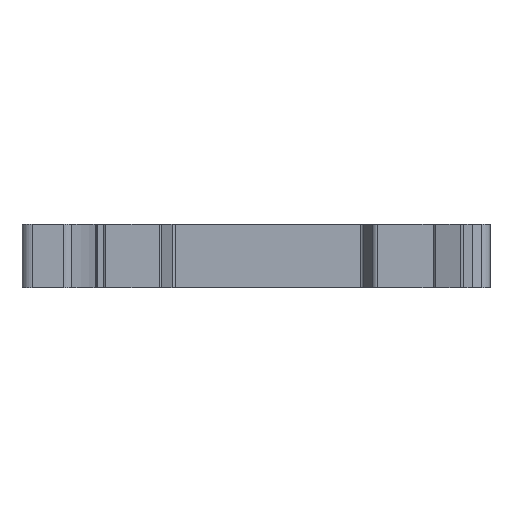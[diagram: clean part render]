
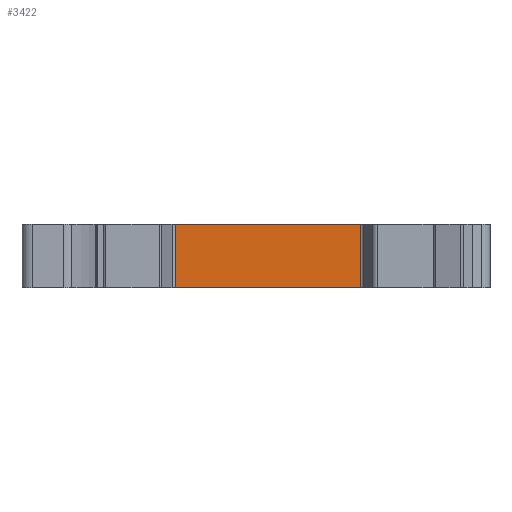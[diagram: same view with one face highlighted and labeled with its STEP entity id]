
A CAD part, front view. The second image highlights one B-rep face of the part: STEP entity #3422.
In plain terms, the highlighted planar face has unit normal (0, -1, 0).
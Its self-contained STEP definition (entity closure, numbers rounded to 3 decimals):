
#39 = CARTESIAN_POINT ( 'NONE',  ( -8.746, -9.001, 0. ) ) ;
#1025 = DIRECTION ( 'NONE',  ( -1., 0., 0. ) ) ;
#1033 = VERTEX_POINT ( 'NONE', #4925 ) ;
#1034 = DIRECTION ( 'NONE',  ( 0., 1., 0. ) ) ;
#1095 = VERTEX_POINT ( 'NONE', #4688 ) ;
#1104 = CARTESIAN_POINT ( 'NONE',  ( -8.746, -9.001, 6. ) ) ;
#1145 = VECTOR ( 'NONE', #1894, 1000. ) ;
#1147 = PLANE ( 'NONE',  #1609 ) ;
#1172 = LINE ( 'NONE', #1995, #1145 ) ;
#1262 = VERTEX_POINT ( 'NONE', #3425 ) ;
#1292 = ORIENTED_EDGE ( 'NONE', *, *, #4565, .F. ) ;
#1483 = FACE_OUTER_BOUND ( 'NONE', #3856, .T. ) ;
#1609 = AXIS2_PLACEMENT_3D ( 'NONE', #1104, #1034, #1025 ) ;
#1780 = VECTOR ( 'NONE', #2572, 1000. ) ;
#1817 = LINE ( 'NONE', #2622, #1780 ) ;
#1866 = VERTEX_POINT ( 'NONE', #39 ) ;
#1894 = DIRECTION ( 'NONE',  ( 1., 0., 0. ) ) ;
#1977 = VECTOR ( 'NONE', #2980, 1000. ) ;
#1995 = CARTESIAN_POINT ( 'NONE',  ( 14.195, -9.001, 6. ) ) ;
#2065 = LINE ( 'NONE', #3091, #1977 ) ;
#2572 = DIRECTION ( 'NONE',  ( 0., 0., -1. ) ) ;
#2622 = CARTESIAN_POINT ( 'NONE',  ( 8.746, -9.001, 6. ) ) ;
#2980 = DIRECTION ( 'NONE',  ( 0., 0., 1. ) ) ;
#3091 = CARTESIAN_POINT ( 'NONE',  ( -8.746, -9.001, 6. ) ) ;
#3136 = DIRECTION ( 'NONE',  ( 1., 0., 0. ) ) ;
#3422 = ADVANCED_FACE ( 'NONE', ( #1483 ), #1147, .F. ) ;
#3425 = CARTESIAN_POINT ( 'NONE',  ( -8.746, -9.001, 6. ) ) ;
#3856 = EDGE_LOOP ( 'NONE', ( #4174, #4191, #4362, #1292 ) ) ;
#3882 = CARTESIAN_POINT ( 'NONE',  ( -8.746, -9.001, 0. ) ) ;
#3893 = VECTOR ( 'NONE', #3136, 1000. ) ;
#4008 = LINE ( 'NONE', #3882, #3893 ) ;
#4137 = EDGE_CURVE ( 'NONE', #1866, #1033, #4008, .T. ) ;
#4174 = ORIENTED_EDGE ( 'NONE', *, *, #4661, .F. ) ;
#4191 = ORIENTED_EDGE ( 'NONE', *, *, #4534, .F. ) ;
#4362 = ORIENTED_EDGE ( 'NONE', *, *, #4137, .T. ) ;
#4534 = EDGE_CURVE ( 'NONE', #1866, #1262, #2065, .T. ) ;
#4565 = EDGE_CURVE ( 'NONE', #1095, #1033, #1817, .T. ) ;
#4661 = EDGE_CURVE ( 'NONE', #1262, #1095, #1172, .T. ) ;
#4688 = CARTESIAN_POINT ( 'NONE',  ( 8.746, -9.001, 6. ) ) ;
#4925 = CARTESIAN_POINT ( 'NONE',  ( 8.746, -9.001, 0. ) ) ;
